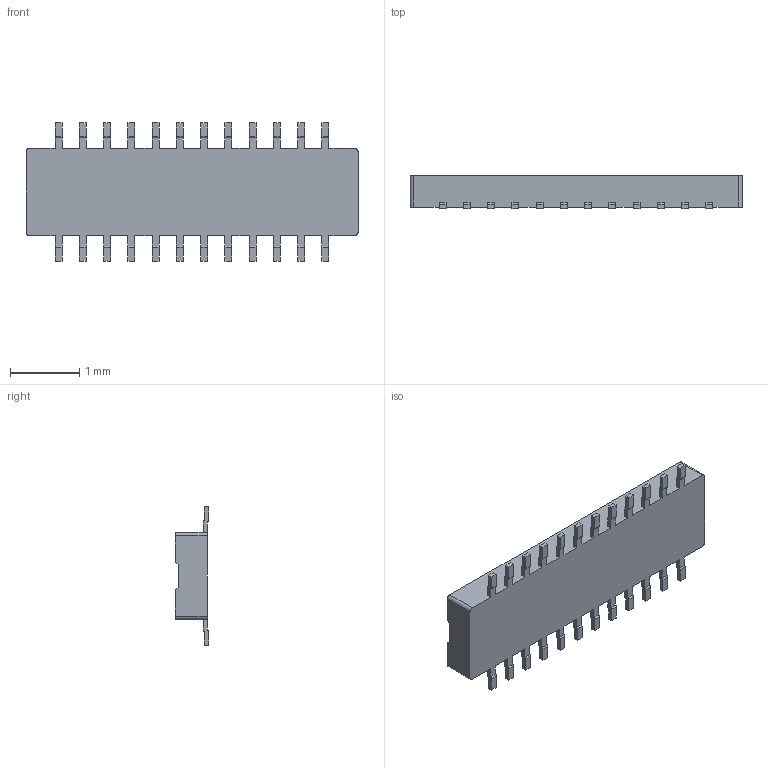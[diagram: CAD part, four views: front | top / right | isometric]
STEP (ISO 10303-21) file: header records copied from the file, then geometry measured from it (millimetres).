
FILE_DESCRIPTION( ( 'STEP AP214' ), '1' );
FILE_NAME( 'psolqas0930053413.stp', '2019-07-15T07:30:05', ( '' ), ( '' ), ' ', 'PARTsolutions', ' ' );
FILE_SCHEMA( ( 'AUTOMOTIVE_DESIGN { 1 0 10303 214 1 1 1 1 }' ) );
Length unit declared in the file: metre
Products named in the file (1): 1
Bounding box: 4.79 x 0.48 x 2 mm (x, y, z)
Volume: 1.8 mm3; surface area: 23.5 mm2
Topology: 1 solids, 1 shells, 222 faces, 660 edges, 440 vertices
Faces by surface type: plane 166, cylinder 56
Entity records: 7421 total; most frequent: CARTESIAN_POINT 1341, ORIENTED_EDGE 1320, DIRECTION 1214, EDGE_CURVE 660, LINE 544, VECTOR 544, VERTEX_POINT 440, AXIS2_PLACEMENT_3D 335
